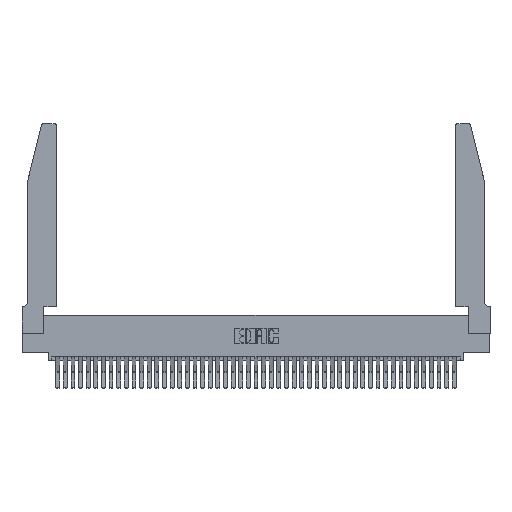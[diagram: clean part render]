
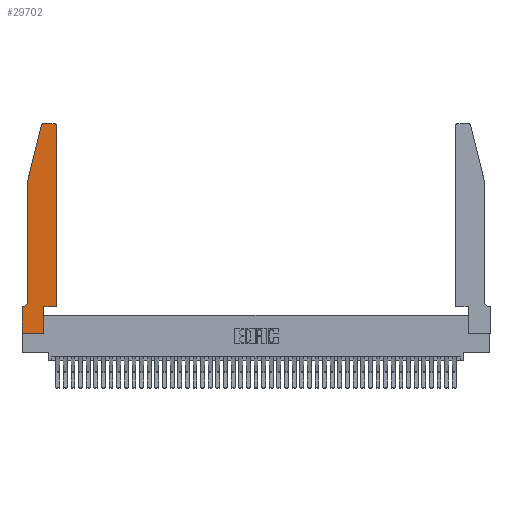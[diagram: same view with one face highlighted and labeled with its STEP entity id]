
A CAD part, top view. The second image highlights one B-rep face of the part: STEP entity #29702.
In plain terms, the highlighted planar face has unit normal (0, 0, 1).
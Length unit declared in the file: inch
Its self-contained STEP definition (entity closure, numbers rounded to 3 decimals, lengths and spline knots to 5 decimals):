
#198 = DIRECTION ( 'NONE',  ( -1., 0., 0. ) ) ;
#471 = CARTESIAN_POINT ( 'NONE',  ( 0., 0., 0.37 ) ) ;
#554 = ORIENTED_EDGE ( 'NONE', *, *, #18000, .T. ) ;
#909 = AXIS2_PLACEMENT_3D ( 'NONE', #15467, #39778, #18980 ) ;
#1500 = VERTEX_POINT ( 'NONE', #16318 ) ;
#1982 = EDGE_CURVE ( 'NONE', #27587, #38120, #26524, .T. ) ;
#2695 = CARTESIAN_POINT ( 'NONE',  ( 0.25487, 2.72718, 0.37 ) ) ;
#3954 = DIRECTION ( 'NONE',  ( 0., 0., 1. ) ) ;
#4060 = LINE ( 'NONE', #14767, #5151 ) ;
#4319 = VERTEX_POINT ( 'NONE', #7922 ) ;
#4347 = DIRECTION ( 'NONE',  ( 1., 0., 0. ) ) ;
#4699 = VECTOR ( 'NONE', #4347, 39.37008 ) ;
#5151 = VECTOR ( 'NONE', #42585, 39.37008 ) ;
#5589 = VERTEX_POINT ( 'NONE', #471 ) ;
#6251 = VERTEX_POINT ( 'NONE', #25158 ) ;
#6340 = AXIS2_PLACEMENT_3D ( 'NONE', #20893, #24117, #24395 ) ;
#7065 = CARTESIAN_POINT ( 'NONE',  ( 0.0055, 0.42, 0.37 ) ) ;
#7764 = VECTOR ( 'NONE', #20064, 39.37008 ) ;
#7922 = CARTESIAN_POINT ( 'NONE',  ( 0.4505, 2.72, 0.37 ) ) ;
#8076 = CARTESIAN_POINT ( 'NONE',  ( 0.0055, 0.35, 0.37 ) ) ;
#8439 = PLANE ( 'NONE',  #909 ) ;
#8495 = DIRECTION ( 'NONE',  ( 0., -1., 0. ) ) ;
#9441 = ORIENTED_EDGE ( 'NONE', *, *, #28290, .T. ) ;
#9907 = AXIS2_PLACEMENT_3D ( 'NONE', #24817, #3954, #28396 ) ;
#10404 = EDGE_LOOP ( 'NONE', ( #16071, #37066, #9441, #18433, #41530, #17181, #41101, #30118, #554, #26491, #13320, #31279 ) ) ;
#10565 = DIRECTION ( 'NONE',  ( -1., 0., 0. ) ) ;
#10994 = CIRCLE ( 'NONE', #9907, 0.03 ) ;
#12068 = EDGE_CURVE ( 'NONE', #20637, #26284, #24650, .T. ) ;
#13320 = ORIENTED_EDGE ( 'NONE', *, *, #21605, .T. ) ;
#13580 = VERTEX_POINT ( 'NONE', #8076 ) ;
#13676 = VECTOR ( 'NONE', #17020, 39.37008 ) ;
#14767 = CARTESIAN_POINT ( 'NONE',  ( 0.0755, 0.35, 0.37 ) ) ;
#14924 = DIRECTION ( 'NONE',  ( 0., -1., 0. ) ) ;
#15467 = CARTESIAN_POINT ( 'NONE',  ( 0., 0.35, 0.37 ) ) ;
#16071 = ORIENTED_EDGE ( 'NONE', *, *, #31839, .T. ) ;
#16318 = CARTESIAN_POINT ( 'NONE',  ( 0.4205, 2.75, 0.37 ) ) ;
#17020 = DIRECTION ( 'NONE',  ( 1., 0., 0. ) ) ;
#17181 = ORIENTED_EDGE ( 'NONE', *, *, #42319, .T. ) ;
#18000 = EDGE_CURVE ( 'NONE', #6251, #24510, #28592, .T. ) ;
#18268 = EDGE_CURVE ( 'NONE', #24510, #26176, #32525, .T. ) ;
#18433 = ORIENTED_EDGE ( 'NONE', *, *, #1982, .T. ) ;
#18701 = VERTEX_POINT ( 'NONE', #43414 ) ;
#18877 = CARTESIAN_POINT ( 'NONE',  ( 0.0755, 2., 0.37 ) ) ;
#18918 = FACE_OUTER_BOUND ( 'NONE', #10404, .T. ) ;
#18980 = DIRECTION ( 'NONE',  ( 1., 0., 0. ) ) ;
#20064 = DIRECTION ( 'NONE',  ( 0., 1., 0. ) ) ;
#20124 = VECTOR ( 'NONE', #28143, 39.37008 ) ;
#20637 = VERTEX_POINT ( 'NONE', #32549 ) ;
#20893 = CARTESIAN_POINT ( 'NONE',  ( 0.284, 2.72, 0.37 ) ) ;
#21215 = CARTESIAN_POINT ( 'NONE',  ( 0.0755, 2., 0.37 ) ) ;
#21605 = EDGE_CURVE ( 'NONE', #26176, #4319, #41448, .T. ) ;
#22946 = LINE ( 'NONE', #30917, #13676 ) ;
#22982 = VECTOR ( 'NONE', #32338, 39.37008 ) ;
#24117 = DIRECTION ( 'NONE',  ( 0., 0., 1. ) ) ;
#24395 = DIRECTION ( 'NONE',  ( 1., 0., 0. ) ) ;
#24510 = VERTEX_POINT ( 'NONE', #41285 ) ;
#24645 = CARTESIAN_POINT ( 'NONE',  ( 0.2605, 2.75, 0.37 ) ) ;
#24650 = CIRCLE ( 'NONE', #6340, 0.03 ) ;
#24817 = CARTESIAN_POINT ( 'NONE',  ( 0.4205, 2.72, 0.37 ) ) ;
#25158 = CARTESIAN_POINT ( 'NONE',  ( 0.2865, 0., 0.37 ) ) ;
#25229 = CARTESIAN_POINT ( 'NONE',  ( 0.4505, 0.35, 0.37 ) ) ;
#26176 = VERTEX_POINT ( 'NONE', #26502 ) ;
#26284 = VERTEX_POINT ( 'NONE', #2695 ) ;
#26491 = ORIENTED_EDGE ( 'NONE', *, *, #18268, .T. ) ;
#26502 = CARTESIAN_POINT ( 'NONE',  ( 0.4505, 0.35, 0.37 ) ) ;
#26524 = LINE ( 'NONE', #18877, #42746 ) ;
#26529 = VECTOR ( 'NONE', #14924, 39.37008 ) ;
#26972 = CARTESIAN_POINT ( 'NONE',  ( 0.2865, 0.35, 0.37 ) ) ;
#27587 = VERTEX_POINT ( 'NONE', #34534 ) ;
#28143 = DIRECTION ( 'NONE',  ( -0.239, -0.971, 0. ) ) ;
#28290 = EDGE_CURVE ( 'NONE', #26284, #27587, #37542, .T. ) ;
#28396 = DIRECTION ( 'NONE',  ( 1., 0., 0. ) ) ;
#28592 = LINE ( 'NONE', #26972, #7764 ) ;
#28889 = CARTESIAN_POINT ( 'NONE',  ( 0.4505, 0.35, 0.37 ) ) ;
#29702 = ADVANCED_FACE ( 'NONE', ( #18918 ), #8439, .T. ) ;
#30118 = ORIENTED_EDGE ( 'NONE', *, *, #40440, .T. ) ;
#30917 = CARTESIAN_POINT ( 'NONE',  ( 0., 0., 0.37 ) ) ;
#31279 = ORIENTED_EDGE ( 'NONE', *, *, #39919, .T. ) ;
#31510 = DIRECTION ( 'NONE',  ( 0., 0., -1. ) ) ;
#31839 = EDGE_CURVE ( 'NONE', #1500, #20637, #40248, .T. ) ;
#32338 = DIRECTION ( 'NONE',  ( 0., 1., 0. ) ) ;
#32525 = LINE ( 'NONE', #25229, #4699 ) ;
#32549 = CARTESIAN_POINT ( 'NONE',  ( 0.284, 2.75, 0.37 ) ) ;
#34534 = CARTESIAN_POINT ( 'NONE',  ( 0.0755, 2., 0.37 ) ) ;
#34699 = CARTESIAN_POINT ( 'NONE',  ( 0.0755, 0.42, 0.37 ) ) ;
#34895 = EDGE_CURVE ( 'NONE', #18701, #5589, #37908, .T. ) ;
#37066 = ORIENTED_EDGE ( 'NONE', *, *, #12068, .T. ) ;
#37090 = CIRCLE ( 'NONE', #44026, 0.07 ) ;
#37542 = LINE ( 'NONE', #21215, #20124 ) ;
#37908 = LINE ( 'NONE', #42582, #26529 ) ;
#38120 = VERTEX_POINT ( 'NONE', #34699 ) ;
#39778 = DIRECTION ( 'NONE',  ( 0., 0., 1. ) ) ;
#39919 = EDGE_CURVE ( 'NONE', #4319, #1500, #10994, .T. ) ;
#40248 = LINE ( 'NONE', #24645, #41331 ) ;
#40440 = EDGE_CURVE ( 'NONE', #5589, #6251, #22946, .T. ) ;
#40566 = EDGE_CURVE ( 'NONE', #38120, #13580, #37090, .T. ) ;
#41101 = ORIENTED_EDGE ( 'NONE', *, *, #34895, .T. ) ;
#41285 = CARTESIAN_POINT ( 'NONE',  ( 0.2865, 0.35, 0.37 ) ) ;
#41331 = VECTOR ( 'NONE', #198, 39.37008 ) ;
#41448 = LINE ( 'NONE', #28889, #22982 ) ;
#41530 = ORIENTED_EDGE ( 'NONE', *, *, #40566, .T. ) ;
#42319 = EDGE_CURVE ( 'NONE', #13580, #18701, #4060, .T. ) ;
#42582 = CARTESIAN_POINT ( 'NONE',  ( 0., 0., 0.37 ) ) ;
#42585 = DIRECTION ( 'NONE',  ( -1., 0., 0. ) ) ;
#42746 = VECTOR ( 'NONE', #8495, 39.37008 ) ;
#43414 = CARTESIAN_POINT ( 'NONE',  ( 0., 0.35, 0.37 ) ) ;
#44026 = AXIS2_PLACEMENT_3D ( 'NONE', #7065, #31510, #10565 ) ;
